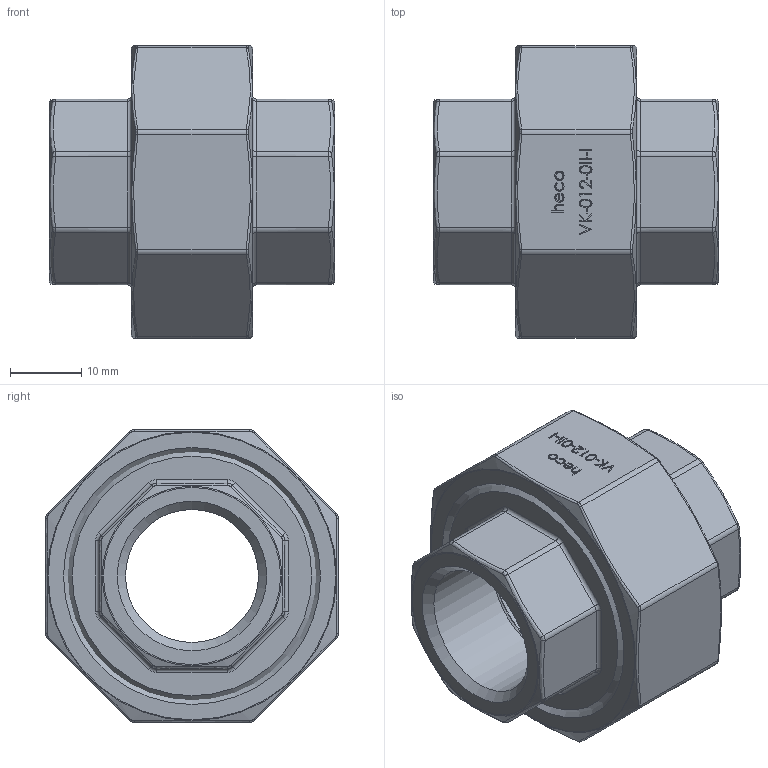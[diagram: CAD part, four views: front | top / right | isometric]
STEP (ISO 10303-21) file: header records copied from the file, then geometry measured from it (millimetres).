
FILE_DESCRIPTION (( 'STEP AP214' ), '1' );
FILE_NAME ('VK-012-0II-I Verschraubung konisch 2202.STEP', '2022-02-03T08:46:30', ( '' ), ( '' ), 'SwSTEP 2.0', 'SolidWorks 2019', '' );
FILE_SCHEMA (( 'AUTOMOTIVE_DESIGN' ));
Length unit declared in the file: millimetre
Products named in the file (1): VK-012-0II-I Verschraubung konisch 2202
Bounding box: 40 x 41 x 41 mm (x, y, z)
Volume: 24246.4 mm3; surface area: 14023 mm2
Topology: 3 solids, 3 shells, 345 faces, 819 edges, 508 vertices
Faces by surface type: plane 125, bspline 123, cylinder 49, torus 35, cone 13
Full cylindrical faces by diameter (mm): 18.631 x2, 22 x2, 29.5 x1, 30 x1, 33.5 x1, 33.84 x1, 36 x1
Entity records: 18081 total; most frequent: CARTESIAN_POINT 7307, ORIENTED_EDGE 1532, DIRECTION 1146, EDGE_CURVE 766, VERTEX_POINT 496, EDGE_LOOP 420, AXIS2_PLACEMENT_3D 403, FACE_OUTER_BOUND 373
